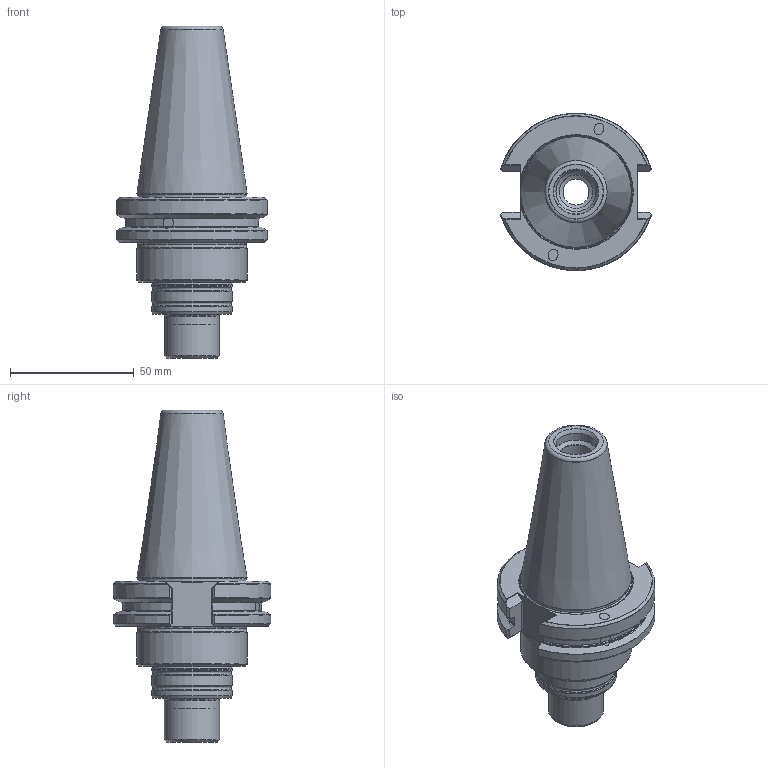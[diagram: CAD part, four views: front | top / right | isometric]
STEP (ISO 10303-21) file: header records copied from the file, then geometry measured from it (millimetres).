
FILE_DESCRIPTION(/* description */ (''),/* implementation_level */ '2;1');
FILE_NAME(/* name */ '434011636.stp',/* time_stamp */ '2021-01-08T12:38:52',/* author */ ('LRA'),/* organization */ ('REGO-FIX'),/* preprocessor_version */ ' Unknown',/* originating_system */ 'SIEMENS PLM Software Solid Edge ST10',/* authorization */ 'Unknown');
FILE_SCHEMA (('AUTOMOTIVE_DESIGN { 1 0 10303 214 2 1 1}'));
Length unit declared in the file: millimetre
Products named in the file (1): NOCUT
Bounding box: 61.04 x 63.58 x 134.35 mm (x, y, z)
Volume: 281133.6 mm3; surface area: 54674.9 mm2
Topology: 2 solids, 2 shells, 215 faces, 567 edges, 360 vertices
Faces by surface type: plane 72, cylinder 57, cone 56, torus 30
Full cylindrical faces by diameter (mm): 3.242 x6, 3.9 x2, 10.5 x2, 12 x2, 13.53 x4, 16.2 x1, 16.5 x1, 22 x2, 22.3 x1, 32.5 x3, 32.8 x3, 43.85 x2, 44.45 x1, 44.75 x1
Entity records: 7743 total; most frequent: CARTESIAN_POINT 1441, DIRECTION 970, ORIENTED_EDGE 906, EDGE_CURVE 453, AXIS2_PLACEMENT_3D 406, VERTEX_POINT 339, FACE_BOUND 324, EDGE_LOOP 320
